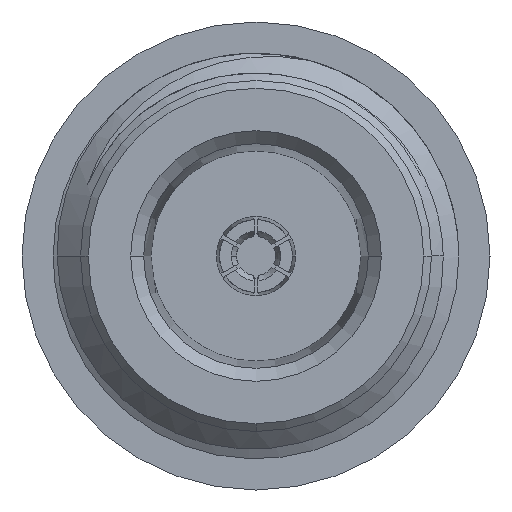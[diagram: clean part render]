
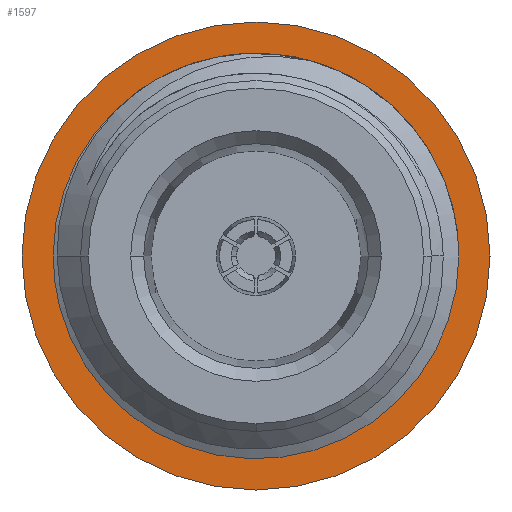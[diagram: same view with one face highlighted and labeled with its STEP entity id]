
A CAD part, left-side view. The second image highlights one B-rep face of the part: STEP entity #1597.
In plain terms, the highlighted planar face has unit normal (-1, 0, 0).
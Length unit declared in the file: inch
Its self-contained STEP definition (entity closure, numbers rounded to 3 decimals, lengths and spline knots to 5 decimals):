
#171 = EDGE_CURVE ( 'NONE', #2762, #2035, #2167, .T. ) ;
#207 = AXIS2_PLACEMENT_3D ( 'NONE', #4583, #3087, #3059 ) ;
#426 = DIRECTION ( 'NONE',  ( 0., -1., 0. ) ) ;
#472 = AXIS2_PLACEMENT_3D ( 'NONE', #2871, #4300, #4334 ) ;
#524 = CIRCLE ( 'NONE', #207, 0.35433 ) ;
#651 = ORIENTED_EDGE ( 'NONE', *, *, #171, .T. ) ;
#716 = EDGE_CURVE ( 'NONE', #3899, #3666, #5880, .T. ) ;
#718 = DIRECTION ( 'NONE',  ( -1., 0., 0. ) ) ;
#752 = AXIS2_PLACEMENT_3D ( 'NONE', #3870, #2577, #426 ) ;
#836 = AXIS2_PLACEMENT_3D ( 'NONE', #6180, #2138, #4196 ) ;
#1178 = CARTESIAN_POINT ( 'NONE',  ( 0., 0., 0. ) ) ;
#1383 = EDGE_CURVE ( 'NONE', #3762, #2762, #5000, .T. ) ;
#1597 = ADVANCED_FACE ( 'NONE', ( #3635, #5622 ), #3153, .T. ) ;
#1633 = DIRECTION ( 'NONE',  ( 0., 1., 0. ) ) ;
#2035 = VERTEX_POINT ( 'NONE', #4048 ) ;
#2138 = DIRECTION ( 'NONE',  ( 1., 0., 0. ) ) ;
#2167 = CIRCLE ( 'NONE', #836, 0.12598 ) ;
#2577 = DIRECTION ( 'NONE',  ( 1., 0., 0. ) ) ;
#2702 = DIRECTION ( 'NONE',  ( 0., 0., 1. ) ) ;
#2762 = VERTEX_POINT ( 'NONE', #6191 ) ;
#2871 = CARTESIAN_POINT ( 'NONE',  ( 0., 0., 0. ) ) ;
#3059 = DIRECTION ( 'NONE',  ( 0., 1., 0. ) ) ;
#3087 = DIRECTION ( 'NONE',  ( 1., 0., 0. ) ) ;
#3153 = PLANE ( 'NONE',  #6255 ) ;
#3635 = FACE_BOUND ( 'NONE', #4020, .T. ) ;
#3643 = DIRECTION ( 'NONE',  ( 1., 0., 0. ) ) ;
#3666 = VERTEX_POINT ( 'NONE', #5321 ) ;
#3671 = CARTESIAN_POINT ( 'NONE',  ( 0., 0., 0. ) ) ;
#3716 = CARTESIAN_POINT ( 'NONE',  ( 0., -0.12598, 0. ) ) ;
#3762 = VERTEX_POINT ( 'NONE', #3716 ) ;
#3870 = CARTESIAN_POINT ( 'NONE',  ( 0., 0., 0. ) ) ;
#3899 = VERTEX_POINT ( 'NONE', #4980 ) ;
#4020 = EDGE_LOOP ( 'NONE', ( #6190, #651, #4837 ) ) ;
#4048 = CARTESIAN_POINT ( 'NONE',  ( 0., 0.12598, 0. ) ) ;
#4196 = DIRECTION ( 'NONE',  ( 0., -1., 0. ) ) ;
#4268 = EDGE_LOOP ( 'NONE', ( #5852, #4849 ) ) ;
#4300 = DIRECTION ( 'NONE',  ( -1., 0., 0. ) ) ;
#4334 = DIRECTION ( 'NONE',  ( 0., 1., 0. ) ) ;
#4531 = CIRCLE ( 'NONE', #4743, 0.12598 ) ;
#4583 = CARTESIAN_POINT ( 'NONE',  ( 0., 0., 0. ) ) ;
#4743 = AXIS2_PLACEMENT_3D ( 'NONE', #1178, #3643, #1633 ) ;
#4837 = ORIENTED_EDGE ( 'NONE', *, *, #6381, .T. ) ;
#4849 = ORIENTED_EDGE ( 'NONE', *, *, #5460, .F. ) ;
#4980 = CARTESIAN_POINT ( 'NONE',  ( 0., 0.35433, 0. ) ) ;
#5000 = CIRCLE ( 'NONE', #752, 0.12598 ) ;
#5321 = CARTESIAN_POINT ( 'NONE',  ( 0., -0.35433, 0. ) ) ;
#5460 = EDGE_CURVE ( 'NONE', #3899, #3666, #524, .T. ) ;
#5622 = FACE_OUTER_BOUND ( 'NONE', #4268, .T. ) ;
#5852 = ORIENTED_EDGE ( 'NONE', *, *, #716, .T. ) ;
#5880 = CIRCLE ( 'NONE', #472, 0.35433 ) ;
#6180 = CARTESIAN_POINT ( 'NONE',  ( 0., 0., 0. ) ) ;
#6190 = ORIENTED_EDGE ( 'NONE', *, *, #1383, .T. ) ;
#6191 = CARTESIAN_POINT ( 'NONE',  ( 0., 0., -0.12598 ) ) ;
#6255 = AXIS2_PLACEMENT_3D ( 'NONE', #3671, #718, #2702 ) ;
#6381 = EDGE_CURVE ( 'NONE', #2035, #3762, #4531, .T. ) ;
